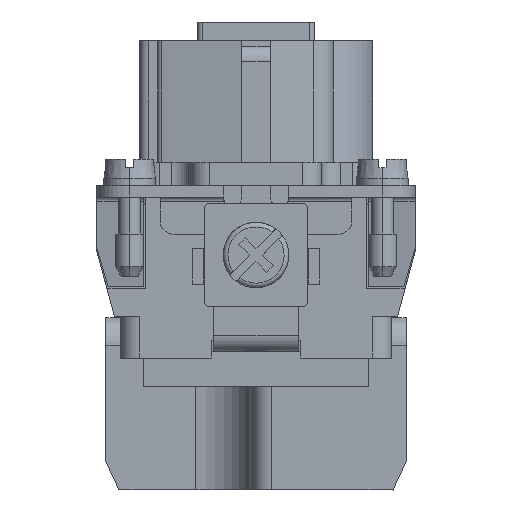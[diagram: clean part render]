
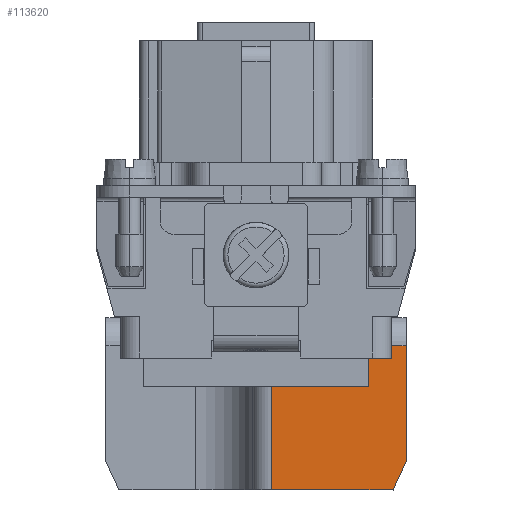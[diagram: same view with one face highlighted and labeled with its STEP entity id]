
A CAD part, left-side view. The second image highlights one B-rep face of the part: STEP entity #113620.
In plain terms, the highlighted face is planar.
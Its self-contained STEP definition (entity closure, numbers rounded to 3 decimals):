
#1080=CARTESIAN_POINT('',(55.085,55.291,
-45.7));
#1090=DIRECTION('',(0.266,0.328,
-0.906));
#1100=VECTOR('',#1090,1.);
#1110=LINE('',#1080,#1100);
#1120=CARTESIAN_POINT('',(54.645,54.747,
-44.2));
#1130=VERTEX_POINT('',#1120);
#1140=CARTESIAN_POINT('',(55.525,55.834,
-47.2));
#1150=VERTEX_POINT('',#1140);
#1160=EDGE_CURVE('',#1130,#1150,#1110,.T.);
#5880=CARTESIAN_POINT('',(54.645,54.747,
-31.8));
#5890=VERTEX_POINT('',#5880);
#7370=CARTESIAN_POINT('',(54.645,54.747,
-45.7));
#7380=DIRECTION('',(0.,0.,1.));
#7390=VECTOR('',#7380,1.);
#7400=LINE('',#7370,#7390);
#7410=EDGE_CURVE('',#1130,#5890,#7400,.T.);
#21440=CARTESIAN_POINT('',(57.678,58.492,
-31.8));
#21450=DIRECTION('',(-0.629,-0.777,
0.));
#21460=VECTOR('',#21450,1.);
#21470=LINE('',#21440,#21460);
#21480=CARTESIAN_POINT('',(55.652,55.99,
-31.8));
#21490=VERTEX_POINT('',#21480);
#21500=EDGE_CURVE('',#21490,#5890,#21470,.T.);
#25210=CARTESIAN_POINT('',(55.652,55.99,
-33.1));
#25220=VERTEX_POINT('',#25210);
#25250=CARTESIAN_POINT('',(96.339,106.235,
-33.1));
#25260=DIRECTION('',(0.629,0.777,
0.));
#25270=VECTOR('',#25260,1.);
#25280=LINE('',#25250,#25270);
#25290=CARTESIAN_POINT('',(57.194,57.894,
-33.1));
#25300=VERTEX_POINT('',#25290);
#25310=EDGE_CURVE('',#25220,#25300,#25280,.T.);
#53650=CARTESIAN_POINT('',(57.194,57.894,
-36.1));
#53660=VERTEX_POINT('',#53650);
#53690=CARTESIAN_POINT('',(56.149,56.605,
-36.1));
#53700=DIRECTION('',(-0.629,-0.777,
0.));
#53710=VECTOR('',#53700,1.);
#53720=LINE('',#53690,#53710);
#53730=CARTESIAN_POINT('',(63.707,65.938,
-36.1));
#53740=VERTEX_POINT('',#53730);
#53750=EDGE_CURVE('',#53740,#53660,#53720,.T.);
#87070=CARTESIAN_POINT('',(63.707,65.938,
-47.2));
#87080=VERTEX_POINT('',#87070);
#87110=CARTESIAN_POINT('',(56.149,56.605,
-47.2));
#87120=DIRECTION('',(-0.629,-0.777,
0.));
#87130=VECTOR('',#87120,1.);
#87140=LINE('',#87110,#87130);
#87150=EDGE_CURVE('',#87080,#1150,#87140,.T.);
#106170=CARTESIAN_POINT('',(63.707,65.938,
-45.7));
#106180=DIRECTION('',(0.,0.,-1.));
#106190=VECTOR('',#106180,1.);
#106200=LINE('',#106170,#106190);
#106210=EDGE_CURVE('',#53740,#87080,#106200,.T.);
#113360=CARTESIAN_POINT('',(83.342,90.185,
-16.7));
#113370=DIRECTION('',(-0.777,0.629,
0.));
#113380=DIRECTION('',(0.629,0.777,
0.));
#113390=AXIS2_PLACEMENT_3D('',#113360,#113370,#113380);
#113400=PLANE('',#113390);
#113410=ORIENTED_EDGE('',*,*,#87150,.T.);
#113420=ORIENTED_EDGE('',*,*,#106210,.T.);
#113430=ORIENTED_EDGE('',*,*,#53750,.F.);
#113440=CARTESIAN_POINT('',(57.194,57.894,
-45.7));
#113450=DIRECTION('',(0.,0.,-1.));
#113460=VECTOR('',#113450,1.);
#113470=LINE('',#113440,#113460);
#113480=EDGE_CURVE('',#25300,#53660,#113470,.T.);
#113490=ORIENTED_EDGE('',*,*,#113480,.T.);
#113500=ORIENTED_EDGE('',*,*,#25310,.T.);
#113510=CARTESIAN_POINT('',(55.652,55.99,
-45.7));
#113520=DIRECTION('',(0.,0.,-1.));
#113530=VECTOR('',#113520,1.);
#113540=LINE('',#113510,#113530);
#113550=EDGE_CURVE('',#21490,#25220,#113540,.T.);
#113560=ORIENTED_EDGE('',*,*,#113550,.T.);
#113570=ORIENTED_EDGE('',*,*,#21500,.F.);
#113580=ORIENTED_EDGE('',*,*,#7410,.T.);
#113590=ORIENTED_EDGE('',*,*,#1160,.F.);
#113600=EDGE_LOOP('',(#113590,#113580,#113570,#113560,#113500,#113490,
#113430,#113420,#113410));
#113610=FACE_OUTER_BOUND('',#113600,.T.);
#113620=ADVANCED_FACE('',(#113610),#113400,.T.);
